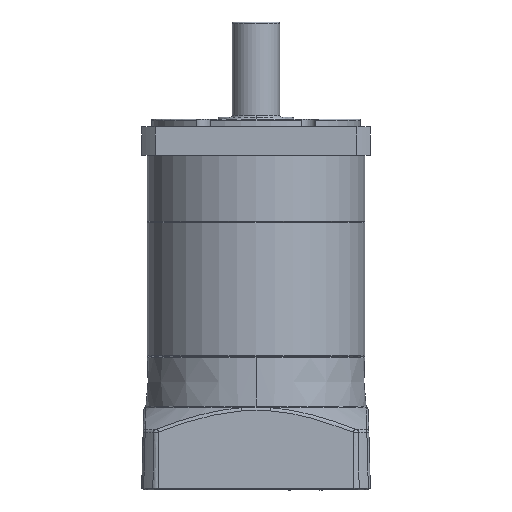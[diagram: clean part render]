
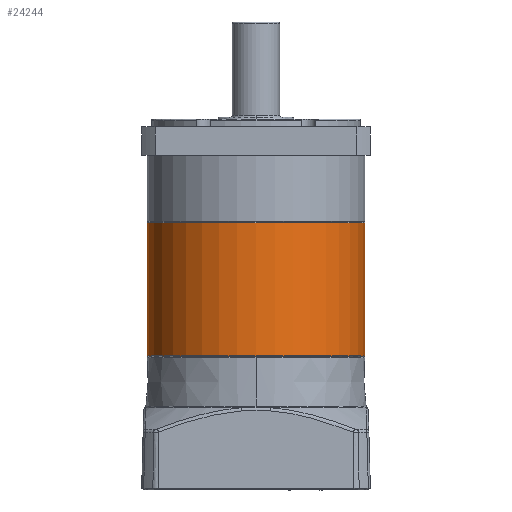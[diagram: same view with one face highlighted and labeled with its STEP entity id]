
A CAD part, front view. The second image highlights one B-rep face of the part: STEP entity #24244.
In plain terms, the highlighted cylindrical face has radius 57 mm (diameter 114 mm), a partial arc.
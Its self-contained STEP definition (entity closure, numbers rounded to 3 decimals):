
#1744 = ORIENTED_EDGE ( 'NONE', *, *, #28860, .T. ) ;
#3531 = DIRECTION ( 'NONE',  ( 0., 0., -1. ) ) ;
#3951 = DIRECTION ( 'NONE',  ( -1., 0., 0. ) ) ;
#4059 = DIRECTION ( 'NONE',  ( 0., 0., -1. ) ) ;
#4065 = CARTESIAN_POINT ( 'NONE',  ( 0., 0., 70.2 ) ) ;
#6880 = CARTESIAN_POINT ( 'NONE',  ( 57., 0., 0.3 ) ) ;
#7770 = AXIS2_PLACEMENT_3D ( 'NONE', #4065, #4059, #3951 ) ;
#8943 = EDGE_CURVE ( 'NONE', #37320, #20350, #22696, .T. ) ;
#9156 = AXIS2_PLACEMENT_3D ( 'NONE', #10413, #10326, #10271 ) ;
#9368 = VERTEX_POINT ( 'NONE', #6880 ) ;
#9767 = LINE ( 'NONE', #41213, #27245 ) ;
#9818 = ORIENTED_EDGE ( 'NONE', *, *, #41978, .T. ) ;
#10271 = DIRECTION ( 'NONE',  ( -1., 0., 0. ) ) ;
#10326 = DIRECTION ( 'NONE',  ( 0., 0., 1. ) ) ;
#10413 = CARTESIAN_POINT ( 'NONE',  ( 0., 0., 0.3 ) ) ;
#13383 = CIRCLE ( 'NONE', #9156, 57. ) ;
#14140 = CYLINDRICAL_SURFACE ( 'NONE', #34930, 57. ) ;
#15178 = EDGE_CURVE ( 'NONE', #36248, #9368, #13383, .T. ) ;
#16594 = DIRECTION ( 'NONE',  ( -1., 0., 0. ) ) ;
#16686 = DIRECTION ( 'NONE',  ( 0., 0., -1. ) ) ;
#16692 = CARTESIAN_POINT ( 'NONE',  ( 0., 0., 70.2 ) ) ;
#19684 = ORIENTED_EDGE ( 'NONE', *, *, #8943, .T. ) ;
#19769 = VERTEX_POINT ( 'NONE', #35672 ) ;
#20205 = EDGE_LOOP ( 'NONE', ( #22074, #1744, #19684, #9818, #40164 ) ) ;
#20350 = VERTEX_POINT ( 'NONE', #21582 ) ;
#21582 = CARTESIAN_POINT ( 'NONE',  ( -57., 0., 70.2 ) ) ;
#22074 = ORIENTED_EDGE ( 'NONE', *, *, #32126, .F. ) ;
#22696 = CIRCLE ( 'NONE', #36843, 57. ) ;
#23189 = VECTOR ( 'NONE', #3531, 1000. ) ;
#24244 = ADVANCED_FACE ( 'NONE', ( #35731 ), #14140, .T. ) ;
#26831 = CIRCLE ( 'NONE', #7770, 57. ) ;
#27245 = VECTOR ( 'NONE', #30953, 1000. ) ;
#27642 = CARTESIAN_POINT ( 'NONE',  ( 0., 0., 70.5 ) ) ;
#27674 = DIRECTION ( 'NONE',  ( -1., 0., 0. ) ) ;
#28229 = DIRECTION ( 'NONE',  ( 0., 0., -1. ) ) ;
#28860 = EDGE_CURVE ( 'NONE', #19769, #37320, #26831, .T. ) ;
#30953 = DIRECTION ( 'NONE',  ( 0., 0., -1. ) ) ;
#32126 = EDGE_CURVE ( 'NONE', #19769, #9368, #9767, .T. ) ;
#34774 = CARTESIAN_POINT ( 'NONE',  ( -57., 0., 70.5 ) ) ;
#34930 = AXIS2_PLACEMENT_3D ( 'NONE', #27642, #28229, #27674 ) ;
#34999 = LINE ( 'NONE', #34774, #23189 ) ;
#35672 = CARTESIAN_POINT ( 'NONE',  ( 57., 0., 70.2 ) ) ;
#35731 = FACE_OUTER_BOUND ( 'NONE', #20205, .T. ) ;
#36248 = VERTEX_POINT ( 'NONE', #39257 ) ;
#36843 = AXIS2_PLACEMENT_3D ( 'NONE', #16692, #16686, #16594 ) ;
#37320 = VERTEX_POINT ( 'NONE', #43977 ) ;
#39257 = CARTESIAN_POINT ( 'NONE',  ( -57., 0., 0.3 ) ) ;
#40164 = ORIENTED_EDGE ( 'NONE', *, *, #15178, .T. ) ;
#41213 = CARTESIAN_POINT ( 'NONE',  ( 57., 0., 70.5 ) ) ;
#41978 = EDGE_CURVE ( 'NONE', #20350, #36248, #34999, .T. ) ;
#43977 = CARTESIAN_POINT ( 'NONE',  ( 0., -57., 70.2 ) ) ;
